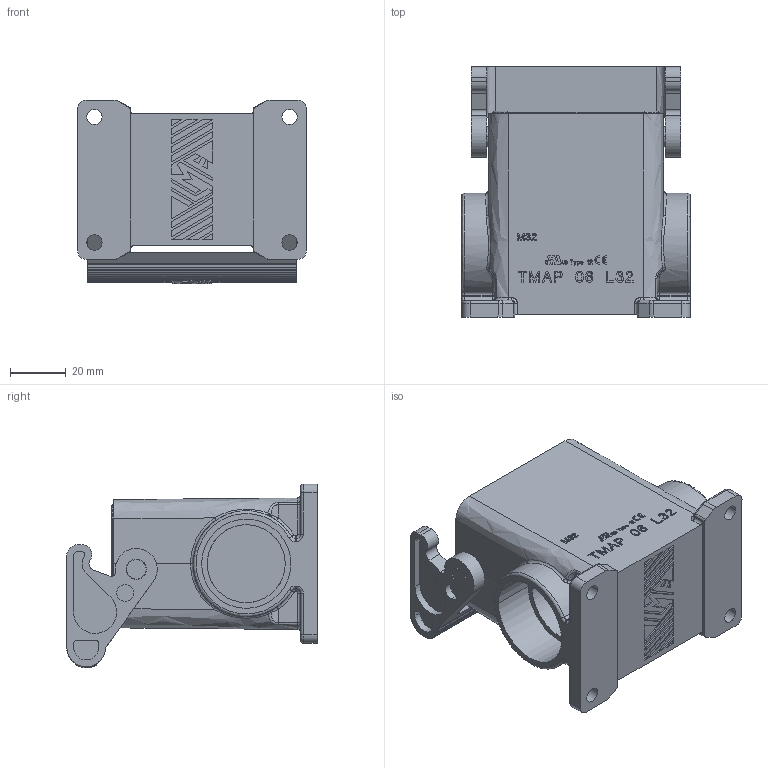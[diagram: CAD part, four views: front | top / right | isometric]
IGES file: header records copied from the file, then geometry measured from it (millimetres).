
Start section: Elysium IGES Interface
Global section: file name:TMAP 06 L32.igs; native system: SolidDesigner 16.00A  16-Aug-2008; preprocessor: CoCreate IGES_3D V2.2; author: Unknown; organization: Unknown; date: 20090206.142648; units: millimetre
Bounding box: 82 x 89.9 x 65.8 mm (x, y, z)
Volume: 126203.3 mm3; surface area: 49604.3 mm2
Topology: 2 solids, 10 shells, 1558 faces, 4378 edges, 2870 vertices
Faces by surface type: bspline 1558
